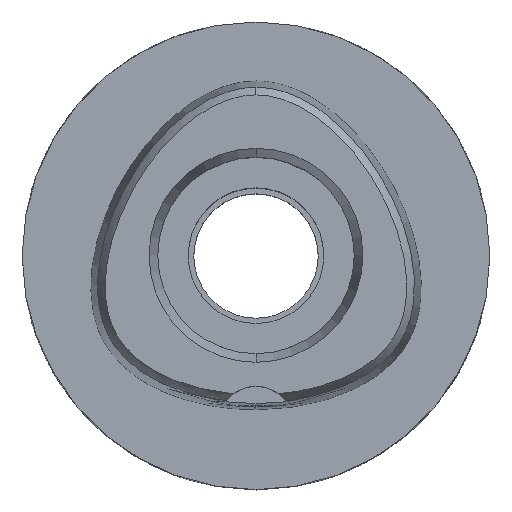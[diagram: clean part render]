
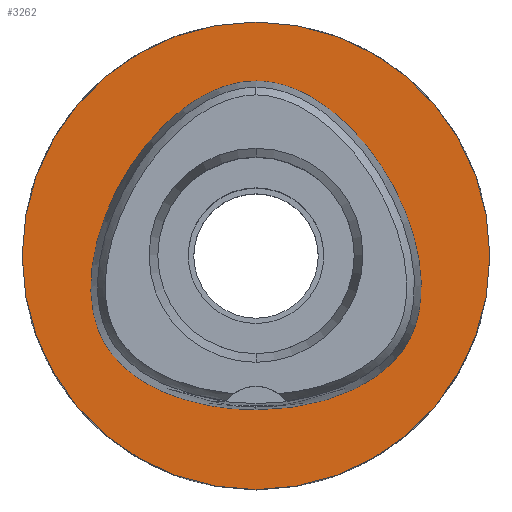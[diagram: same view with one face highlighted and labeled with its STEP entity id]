
A CAD part, top view. The second image highlights one B-rep face of the part: STEP entity #3262.
In plain terms, the highlighted planar face has unit normal (0, 0, 1).
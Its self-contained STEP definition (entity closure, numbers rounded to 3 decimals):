
#8 = CARTESIAN_POINT ( 'NONE',  ( 0., 0., 0. ) ) ;
#85 = DIRECTION ( 'NONE',  ( 0., 0., -1. ) ) ;
#203 = CARTESIAN_POINT ( 'NONE',  ( -5.051, -16.156, 0. ) ) ;
#263 = EDGE_CURVE ( 'NONE', #4775, #1905, #2555, .T. ) ;
#304 = CARTESIAN_POINT ( 'NONE',  ( -15.649, -10.213, 0. ) ) ;
#342 = CARTESIAN_POINT ( 'NONE',  ( 16.669, -8.446, 0. ) ) ;
#371 = ORIENTED_EDGE ( 'NONE', *, *, #464, .F. ) ;
#372 = DIRECTION ( 'NONE',  ( 0., -1., 0. ) ) ;
#388 = CARTESIAN_POINT ( 'NONE',  ( 11.687, -13.704, 0. ) ) ;
#409 = VERTEX_POINT ( 'NONE', #4018 ) ;
#464 = EDGE_CURVE ( 'NONE', #1905, #4775, #899, .T. ) ;
#620 = AXIS2_PLACEMENT_3D ( 'NONE', #8, #3789, #3369 ) ;
#628 = CARTESIAN_POINT ( 'NONE',  ( 0., -16.455, 0. ) ) ;
#716 = CARTESIAN_POINT ( 'NONE',  ( -11.466, 12.452, 0. ) ) ;
#732 = CARTESIAN_POINT ( 'NONE',  ( 2.041, 18.55, 0. ) ) ;
#778 = CARTESIAN_POINT ( 'NONE',  ( 0., 0., 0. ) ) ;
#783 = CARTESIAN_POINT ( 'NONE',  ( 0., 0., 0. ) ) ;
#899 = B_SPLINE_CURVE_WITH_KNOTS ( 'NONE', 3,
 ( #2987, #4558, #2627, #4484, #388, #1095, #1159, #2675, #3744, #342, #4507, #3374, #4151, #1859, #3443, #3080, #4871, #4582, #1487, #732, #3007, #2248 ),
 .UNSPECIFIED., .F., .F.,
 ( 4, 1, 1, 1, 1, 1, 1, 1, 1, 1, 1, 1, 1, 1, 1, 1, 1, 1, 1, 4 ),
 ( 0., 0.083, 0.167, 0.208, 0.25, 0.292, 0.313, 0.333, 0.354, 0.375, 0.417, 0.458, 0.5, 0.583, 0.667, 0.75, 0.833, 0.917, 0.958, 1. ),
 .UNSPECIFIED. ) ;
#929 = CARTESIAN_POINT ( 'NONE',  ( -16.206, -9.357, 0. ) ) ;
#1095 = CARTESIAN_POINT ( 'NONE',  ( 13.507, -12.483, 0. ) ) ;
#1159 = CARTESIAN_POINT ( 'NONE',  ( 14.788, -11.282, 0. ) ) ;
#1339 = CARTESIAN_POINT ( 'NONE',  ( -16.517, 3.703, 0. ) ) ;
#1487 = CARTESIAN_POINT ( 'NONE',  ( 4.729, 17.735, 0. ) ) ;
#1497 = CARTESIAN_POINT ( 'NONE',  ( -16.669, -8.446, 0. ) ) ;
#1604 = CIRCLE ( 'NONE', #4830, 25. ) ;
#1701 = CARTESIAN_POINT ( 'NONE',  ( -14.788, -11.282, 0. ) ) ;
#1724 = CARTESIAN_POINT ( 'NONE',  ( -11.687, -13.704, 0. ) ) ;
#1859 = CARTESIAN_POINT ( 'NONE',  ( 17.498, -0.229, 0. ) ) ;
#1870 = CARTESIAN_POINT ( 'NONE',  ( -14.38, 8.302, 0. ) ) ;
#1905 = VERTEX_POINT ( 'NONE', #628 ) ;
#2248 = CARTESIAN_POINT ( 'NONE',  ( 0., 18.695, 0. ) ) ;
#2254 = FACE_BOUND ( 'NONE', #4368, .T. ) ;
#2278 = ORIENTED_EDGE ( 'NONE', *, *, #263, .F. ) ;
#2286 = DIRECTION ( 'NONE',  ( 0., 1., 0. ) ) ;
#2305 = AXIS2_PLACEMENT_3D ( 'NONE', #783, #3819, #372 ) ;
#2489 = CARTESIAN_POINT ( 'NONE',  ( -0.68, 18.695, 0. ) ) ;
#2555 = B_SPLINE_CURVE_WITH_KNOTS ( 'NONE', 3,
 ( #3703, #2489, #4735, #2610, #2588, #716, #1870, #1339, #2859, #4132, #4376, #3383, #1497, #929, #304, #1701, #2917, #1724, #3210, #203, #3232, #4359 ),
 .UNSPECIFIED., .F., .F.,
 ( 4, 1, 1, 1, 1, 1, 1, 1, 1, 1, 1, 1, 1, 1, 1, 1, 1, 1, 1, 4 ),
 ( 0., 0.042, 0.083, 0.167, 0.25, 0.333, 0.417, 0.5, 0.542, 0.583, 0.625, 0.646, 0.667, 0.688, 0.708, 0.75, 0.792, 0.833, 0.917, 1. ),
 .UNSPECIFIED. ) ;
#2588 = CARTESIAN_POINT ( 'NONE',  ( -7.968, 15.831, 0. ) ) ;
#2610 = CARTESIAN_POINT ( 'NONE',  ( -4.729, 17.735, 0. ) ) ;
#2627 = CARTESIAN_POINT ( 'NONE',  ( 5.051, -16.156, 0. ) ) ;
#2664 = EDGE_CURVE ( 'NONE', #409, #3771, #1604, .T. ) ;
#2675 = CARTESIAN_POINT ( 'NONE',  ( 15.649, -10.213, 0. ) ) ;
#2859 = CARTESIAN_POINT ( 'NONE',  ( -17.498, -0.229, 0. ) ) ;
#2917 = CARTESIAN_POINT ( 'NONE',  ( -13.507, -12.483, 0. ) ) ;
#2987 = CARTESIAN_POINT ( 'NONE',  ( 0., -16.455, 0. ) ) ;
#3007 = CARTESIAN_POINT ( 'NONE',  ( 0.68, 18.695, 0. ) ) ;
#3080 = CARTESIAN_POINT ( 'NONE',  ( 14.38, 8.302, 0. ) ) ;
#3210 = CARTESIAN_POINT ( 'NONE',  ( -8.947, -15.039, 0. ) ) ;
#3232 = CARTESIAN_POINT ( 'NONE',  ( -1.684, -16.455, 0. ) ) ;
#3262 = ADVANCED_FACE ( 'NONE', ( #3852, #2254 ), #4196, .F. ) ;
#3369 = DIRECTION ( 'NONE',  ( 0., -1., 0. ) ) ;
#3374 = CARTESIAN_POINT ( 'NONE',  ( 17.564, -5.456, 0. ) ) ;
#3383 = CARTESIAN_POINT ( 'NONE',  ( -17.165, -7.166, 0. ) ) ;
#3420 = ORIENTED_EDGE ( 'NONE', *, *, #3710, .F. ) ;
#3443 = CARTESIAN_POINT ( 'NONE',  ( 16.517, 3.703, 0. ) ) ;
#3703 = CARTESIAN_POINT ( 'NONE',  ( 0., 18.695, 0. ) ) ;
#3710 = EDGE_CURVE ( 'NONE', #3771, #409, #4597, .T. ) ;
#3717 = ORIENTED_EDGE ( 'NONE', *, *, #2664, .F. ) ;
#3744 = CARTESIAN_POINT ( 'NONE',  ( 16.206, -9.357, 0. ) ) ;
#3771 = VERTEX_POINT ( 'NONE', #4186 ) ;
#3789 = DIRECTION ( 'NONE',  ( 0., 0., -1. ) ) ;
#3819 = DIRECTION ( 'NONE',  ( 0., 0., -1. ) ) ;
#3852 = FACE_OUTER_BOUND ( 'NONE', #4612, .T. ) ;
#4018 = CARTESIAN_POINT ( 'NONE',  ( 0., 25., 0. ) ) ;
#4132 = CARTESIAN_POINT ( 'NONE',  ( -17.711, -3.269, 0. ) ) ;
#4151 = CARTESIAN_POINT ( 'NONE',  ( 17.711, -3.269, 0. ) ) ;
#4186 = CARTESIAN_POINT ( 'NONE',  ( 0., -25., 0. ) ) ;
#4196 = PLANE ( 'NONE',  #2305 ) ;
#4359 = CARTESIAN_POINT ( 'NONE',  ( 0., -16.455, 0. ) ) ;
#4368 = EDGE_LOOP ( 'NONE', ( #2278, #371 ) ) ;
#4376 = CARTESIAN_POINT ( 'NONE',  ( -17.564, -5.456, 0. ) ) ;
#4484 = CARTESIAN_POINT ( 'NONE',  ( 8.947, -15.039, 0. ) ) ;
#4507 = CARTESIAN_POINT ( 'NONE',  ( 17.165, -7.166, 0. ) ) ;
#4558 = CARTESIAN_POINT ( 'NONE',  ( 1.684, -16.455, 0. ) ) ;
#4582 = CARTESIAN_POINT ( 'NONE',  ( 7.968, 15.831, 0. ) ) ;
#4597 = CIRCLE ( 'NONE', #620, 25. ) ;
#4612 = EDGE_LOOP ( 'NONE', ( #3717, #3420 ) ) ;
#4629 = CARTESIAN_POINT ( 'NONE',  ( 0., 18.695, 0. ) ) ;
#4735 = CARTESIAN_POINT ( 'NONE',  ( -2.041, 18.55, 0. ) ) ;
#4775 = VERTEX_POINT ( 'NONE', #4629 ) ;
#4830 = AXIS2_PLACEMENT_3D ( 'NONE', #778, #85, #2286 ) ;
#4871 = CARTESIAN_POINT ( 'NONE',  ( 11.466, 12.452, 0. ) ) ;
